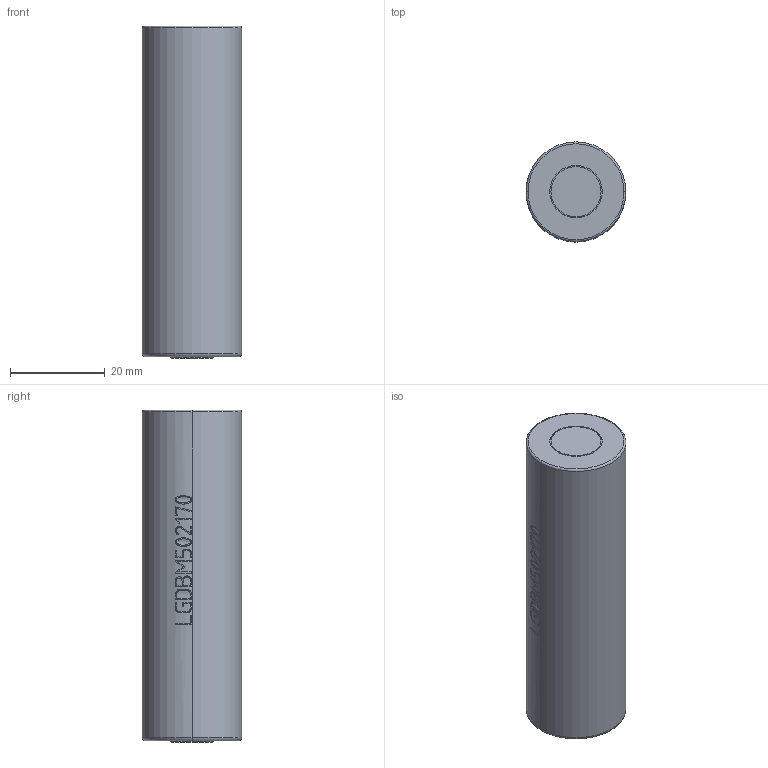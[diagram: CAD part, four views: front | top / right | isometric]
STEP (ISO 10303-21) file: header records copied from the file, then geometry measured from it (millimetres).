
FILE_DESCRIPTION (( 'STEP AP214' ), '1' );
FILE_NAME ('M50 2170.STEP', '2019-01-15T20:43:30', ( '' ), ( '' ), 'SwSTEP 2.0', 'SolidWorks 2017', '' );
FILE_SCHEMA (( 'AUTOMOTIVE_DESIGN' ));
Length unit declared in the file: millimetre
Products named in the file (1): M50 2170
Bounding box: 21.04 x 21.04 x 70.09 mm (x, y, z)
Volume: 23993.7 mm3; surface area: 5520.8 mm2
Topology: 1 solids, 1 shells, 290 faces, 795 edges, 524 vertices
Faces by surface type: bspline 140, plane 87, cylinder 45, torus 13, cone 5
Entity records: 13202 total; most frequent: CARTESIAN_POINT 6803, ORIENTED_EDGE 1590, DIRECTION 861, EDGE_CURVE 795, VERTEX_POINT 524, EDGE_LOOP 311, B_SPLINE_CURVE_WITH_KNOTS 309, LINE 293
